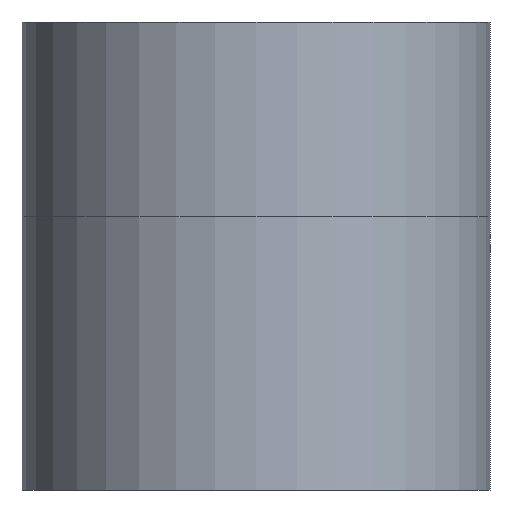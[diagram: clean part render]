
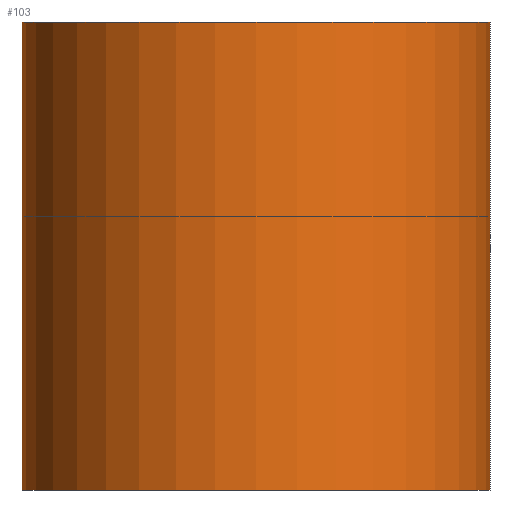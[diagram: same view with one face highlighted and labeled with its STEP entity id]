
A CAD part, left-side view. The second image highlights one B-rep face of the part: STEP entity #103.
In plain terms, the highlighted cylindrical face has radius 30 mm (diameter 60 mm), a partial arc.
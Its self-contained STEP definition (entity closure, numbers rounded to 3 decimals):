
#7=DIRECTION('',(0.,0.,1.));
#8=VECTOR('',#7,60.);
#9=CARTESIAN_POINT('',(0.,30.,0.));
#10=LINE('',#9,#8);
#11=DIRECTION('',(0.,0.,1.));
#12=VECTOR('',#11,60.);
#13=CARTESIAN_POINT('',(0.,-30.,0.));
#14=LINE('',#13,#12);
#15=CARTESIAN_POINT('',(0.,0.,0.));
#16=DIRECTION('',(0.,0.,1.));
#17=DIRECTION('',(0.,1.,0.));
#18=AXIS2_PLACEMENT_3D('',#15,#16,#17);
#20=CARTESIAN_POINT('',(0.,0.,60.));
#21=DIRECTION('',(0.,0.,1.));
#22=DIRECTION('',(0.,1.,0.));
#23=AXIS2_PLACEMENT_3D('',#20,#21,#22);
#58=CARTESIAN_POINT('',(0.,30.,0.));
#59=CARTESIAN_POINT('',(0.,30.,60.));
#60=VERTEX_POINT('',#58);
#61=VERTEX_POINT('',#59);
#66=CARTESIAN_POINT('',(0.,-30.,0.));
#67=CARTESIAN_POINT('',(0.,-30.,60.));
#68=VERTEX_POINT('',#66);
#69=VERTEX_POINT('',#67);
#90=CARTESIAN_POINT('',(0.,0.,63.));
#91=DIRECTION('',(0.,0.,-1.));
#92=DIRECTION('',(0.,-1.,0.));
#93=AXIS2_PLACEMENT_3D('',#90,#91,#92);
#94=CYLINDRICAL_SURFACE('',#93,30.);
#95=ORIENTED_EDGE('',*,*,#79,.T.);
#97=ORIENTED_EDGE('',*,*,#96,.T.);
#98=ORIENTED_EDGE('',*,*,#83,.F.);
#100=ORIENTED_EDGE('',*,*,#99,.F.);
#101=EDGE_LOOP('',(#95,#97,#98,#100));
#102=FACE_OUTER_BOUND('',#101,.F.);
#103=ADVANCED_FACE('',(#102),#94,.T.);
#19=CIRCLE('',#18,30.);
#24=CIRCLE('',#23,30.);
#79=EDGE_CURVE('',#60,#61,#10,.T.);
#83=EDGE_CURVE('',#68,#69,#14,.T.);
#96=EDGE_CURVE('',#61,#69,#24,.T.);
#99=EDGE_CURVE('',#60,#68,#19,.T.);
